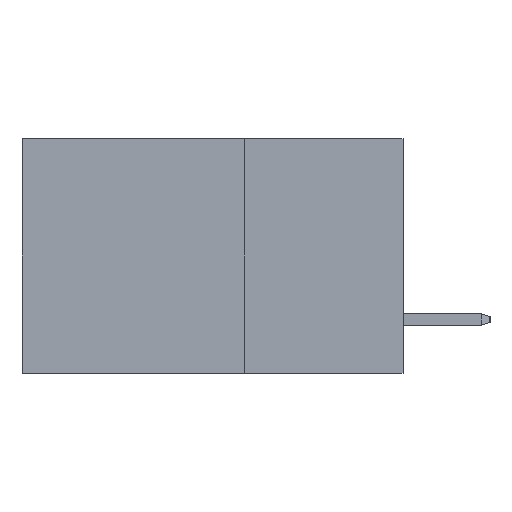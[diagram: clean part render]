
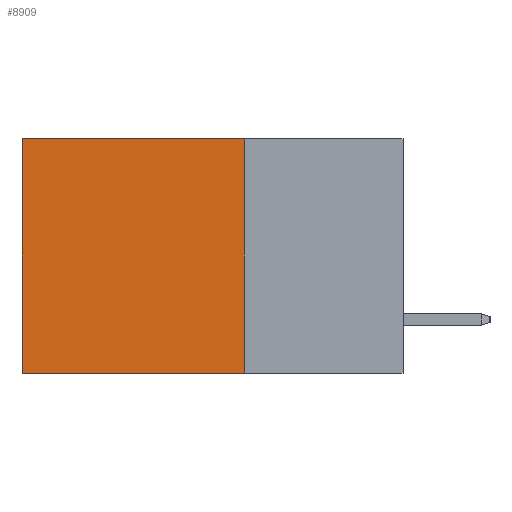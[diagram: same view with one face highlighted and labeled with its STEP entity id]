
A CAD part, left-side view. The second image highlights one B-rep face of the part: STEP entity #8909.
In plain terms, the highlighted planar face has unit normal (-1, 0, 0).
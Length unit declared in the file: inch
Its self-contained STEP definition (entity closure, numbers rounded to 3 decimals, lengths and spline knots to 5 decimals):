
#323 = EDGE_CURVE ( 'NONE', #13115, #9977, #8628, .T. ) ;
#586 = ORIENTED_EDGE ( 'NONE', *, *, #4339, .T. ) ;
#927 = DIRECTION ( 'NONE',  ( 1., 0., 0. ) ) ;
#1462 = DIRECTION ( 'NONE',  ( 0., 0., -1. ) ) ;
#2069 = FACE_OUTER_BOUND ( 'NONE', #10598, .T. ) ;
#2213 = VERTEX_POINT ( 'NONE', #2547 ) ;
#2547 = CARTESIAN_POINT ( 'NONE',  ( 0.2875, 0.6, -0.37 ) ) ;
#3030 = ORIENTED_EDGE ( 'NONE', *, *, #323, .T. ) ;
#3419 = CARTESIAN_POINT ( 'NONE',  ( 0.2875, 0.25, 0. ) ) ;
#4339 = EDGE_CURVE ( 'NONE', #9977, #2213, #5963, .T. ) ;
#4483 = VECTOR ( 'NONE', #4823, 39.37008 ) ;
#4733 = CARTESIAN_POINT ( 'NONE',  ( 0.2875, 0.25, -0.37 ) ) ;
#4823 = DIRECTION ( 'NONE',  ( 0., 1., 0. ) ) ;
#4896 = LINE ( 'NONE', #13810, #14044 ) ;
#5963 = LINE ( 'NONE', #15838, #10730 ) ;
#6600 = AXIS2_PLACEMENT_3D ( 'NONE', #7040, #927, #8508 ) ;
#7040 = CARTESIAN_POINT ( 'NONE',  ( 0.2875, 0.25, 0. ) ) ;
#7311 = CARTESIAN_POINT ( 'NONE',  ( 0.2875, 0.25, 0. ) ) ;
#8445 = LINE ( 'NONE', #4733, #4483 ) ;
#8508 = DIRECTION ( 'NONE',  ( 0., 0., -1. ) ) ;
#8549 = ORIENTED_EDGE ( 'NONE', *, *, #8711, .F. ) ;
#8628 = LINE ( 'NONE', #7311, #13015 ) ;
#8711 = EDGE_CURVE ( 'NONE', #8897, #2213, #8445, .T. ) ;
#8897 = VERTEX_POINT ( 'NONE', #14548 ) ;
#8909 = ADVANCED_FACE ( 'NONE', ( #2069 ), #9530, .F. ) ;
#9530 = PLANE ( 'NONE',  #6600 ) ;
#9977 = VERTEX_POINT ( 'NONE', #13946 ) ;
#10598 = EDGE_LOOP ( 'NONE', ( #586, #8549, #14911, #3030 ) ) ;
#10730 = VECTOR ( 'NONE', #13320, 39.37008 ) ;
#11303 = EDGE_CURVE ( 'NONE', #13115, #8897, #4896, .T. ) ;
#13015 = VECTOR ( 'NONE', #14915, 39.37008 ) ;
#13115 = VERTEX_POINT ( 'NONE', #3419 ) ;
#13320 = DIRECTION ( 'NONE',  ( 0., 0., -1. ) ) ;
#13810 = CARTESIAN_POINT ( 'NONE',  ( 0.2875, 0.25, 0. ) ) ;
#13946 = CARTESIAN_POINT ( 'NONE',  ( 0.2875, 0.6, 0. ) ) ;
#14044 = VECTOR ( 'NONE', #1462, 39.37008 ) ;
#14548 = CARTESIAN_POINT ( 'NONE',  ( 0.2875, 0.25, -0.37 ) ) ;
#14911 = ORIENTED_EDGE ( 'NONE', *, *, #11303, .F. ) ;
#14915 = DIRECTION ( 'NONE',  ( 0., 1., 0. ) ) ;
#15838 = CARTESIAN_POINT ( 'NONE',  ( 0.2875, 0.6, 0. ) ) ;
